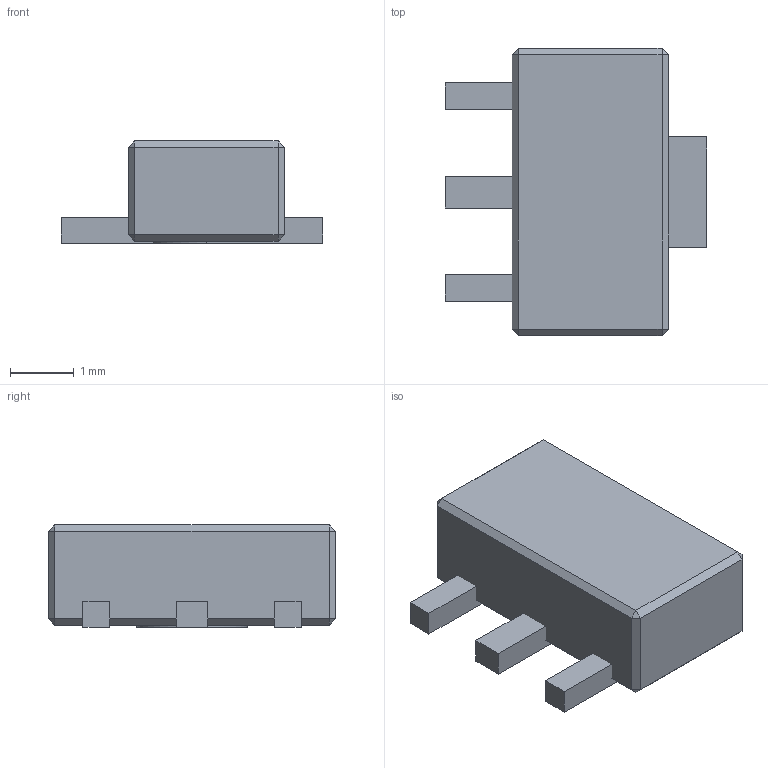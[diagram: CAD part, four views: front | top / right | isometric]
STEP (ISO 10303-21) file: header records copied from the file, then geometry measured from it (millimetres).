
FILE_DESCRIPTION(('Open CASCADE Model'),'2;1');
FILE_NAME('Open CASCADE Shape Model','2025-10-16T15:05:45',('Author'),('Open CASCADE'),'Open CASCADE STEP processor 7.7','Open CASCADE 7.7','Unknown');
FILE_SCHEMA(('AUTOMOTIVE_DESIGN { 1 0 10303 214 1 1 1 1 }'));
Length unit declared in the file: millimetre
Products named in the file (8): SOT89-3; body; body_part; lead-1; lead-1_part; lead-3; lead-2; lead-2_part
Assembly tree (8 placements, depth 3):
  SOT89-3
    body
      body_part
    lead-1
      lead-1_part
    lead-3
      lead-1_part
    lead-2
      lead-2_part
Bounding box: 4.09 x 4.5 x 1.6 mm (x, y, z)
Volume: 19.6 mm3; surface area: 61.6 mm2
Topology: 4 solids, 4 shells, 48 faces, 96 edges, 56 vertices
Faces by surface type: plane 46, cylinder 2
Entity records: 874 total; most frequent: ORIENTED_EDGE 126, CARTESIAN_POINT 115, EDGE_CURVE 84, LINE 80, DIRECTION 56, VERTEX_POINT 48, AXIS2_PLACEMENT_3D 46, ADVANCED_FACE 42
